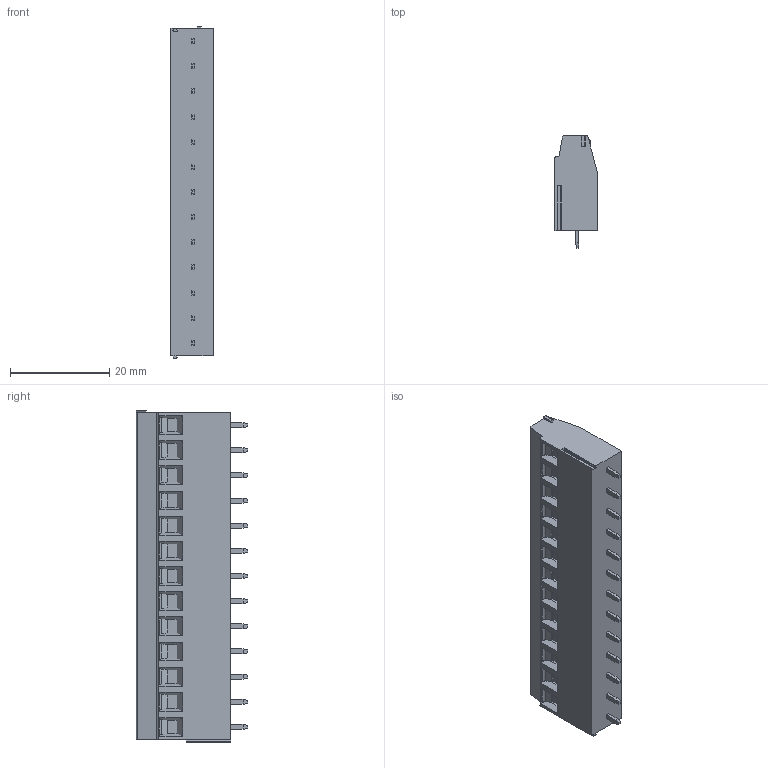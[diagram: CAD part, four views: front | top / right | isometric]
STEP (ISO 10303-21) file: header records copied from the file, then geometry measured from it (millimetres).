
FILE_DESCRIPTION((''),'2;1');
FILE_NAME('PRT0053','2025-01-17T',('yanfa'),(''),'PRO/ENGINEER BY PARAMETRIC TECHNOLOGY CORPORATION, 2009280','PRO/ENGINEER BY PARAMETRIC TECHNOLOGY CORPORATION, 2009280','');
FILE_SCHEMA(('AUTOMOTIVE_DESIGN_CC2 { 1 2 10303 214 -1 1 5 2 }'));
Length unit declared in the file: millimetre
Products named in the file (1): PRT0053
Bounding box: 8.6 x 22.6 x 67.04 mm (x, y, z)
Volume: 9629.2 mm3; surface area: 4532.2 mm2
Topology: 1 solids, 1 shells, 600 faces, 1443 edges, 897 vertices
Faces by surface type: plane 363, cylinder 146, cone 52, torus 26, sphere 13
Entity records: 17609 total; most frequent: CARTESIAN_POINT 3547, DIRECTION 2909, ORIENTED_EDGE 2886, EDGE_CURVE 1443, VECTOR 995, LINE 995, AXIS2_PLACEMENT_3D 957, VERTEX_POINT 897
